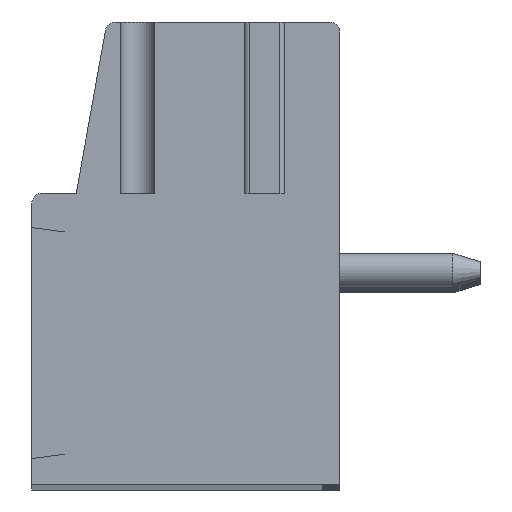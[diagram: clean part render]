
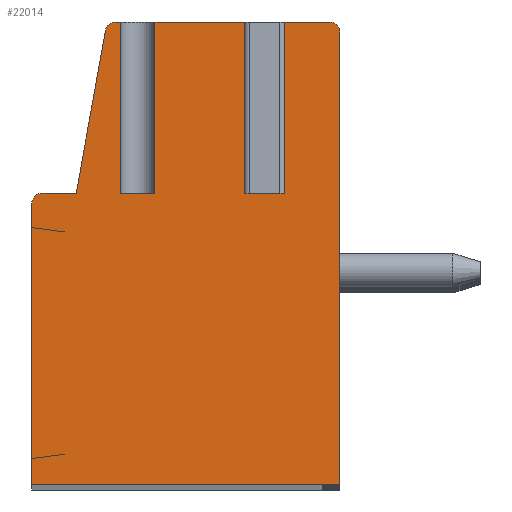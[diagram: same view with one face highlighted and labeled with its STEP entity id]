
A CAD part, top view. The second image highlights one B-rep face of the part: STEP entity #22014.
In plain terms, the highlighted planar face has unit normal (0, 0, 1).
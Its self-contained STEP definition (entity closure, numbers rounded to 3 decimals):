
#52=DIRECTION('',(1.,0.,0.));
#53=VECTOR('',#52,1.);
#54=CARTESIAN_POINT('',(-1.9,3.36,92.5));
#55=LINE('',#54,#53);
#56=DIRECTION('',(0.,1.,0.));
#57=VECTOR('',#56,5.);
#58=CARTESIAN_POINT('',(-0.9,3.36,92.5));
#59=LINE('',#58,#57);
#60=DIRECTION('',(-1.,0.,0.));
#61=VECTOR('',#60,2.8);
#62=CARTESIAN_POINT('',(1.9,8.36,92.5));
#63=LINE('',#62,#61);
#64=DIRECTION('',(0.,1.,0.));
#65=VECTOR('',#64,5.);
#66=CARTESIAN_POINT('',(1.9,3.36,92.5));
#67=LINE('',#66,#65);
#68=DIRECTION('',(1.,0.,0.));
#69=VECTOR('',#68,0.8);
#70=CARTESIAN_POINT('',(1.9,3.36,92.5));
#71=LINE('',#70,#69);
#72=DIRECTION('',(0.,1.,0.));
#73=VECTOR('',#72,5.);
#74=CARTESIAN_POINT('',(2.7,3.36,92.5));
#75=LINE('',#74,#73);
#76=DIRECTION('',(-1.,0.,0.));
#77=VECTOR('',#76,1.5);
#78=CARTESIAN_POINT('',(4.2,8.36,92.5));
#79=LINE('',#78,#77);
#80=CARTESIAN_POINT('',(4.2,8.06,92.5));
#81=DIRECTION('',(0.,0.,1.));
#82=DIRECTION('',(1.,0.,0.));
#83=AXIS2_PLACEMENT_3D('',#80,#81,#82);
#85=DIRECTION('',(0.,1.,0.));
#86=VECTOR('',#85,13.2);
#87=CARTESIAN_POINT('',(4.5,-5.14,92.5));
#88=LINE('',#87,#86);
#89=DIRECTION('',(1.,0.,0.));
#90=VECTOR('',#89,9.);
#91=CARTESIAN_POINT('',(-4.5,-5.14,92.5));
#92=LINE('',#91,#90);
#93=DIRECTION('',(0.,-1.,0.));
#94=VECTOR('',#93,8.2);
#95=CARTESIAN_POINT('',(-4.5,3.06,92.5));
#96=LINE('',#95,#94);
#97=CARTESIAN_POINT('',(-4.2,3.06,92.5));
#98=DIRECTION('',(0.,0.,1.));
#99=DIRECTION('',(0.,1.,0.));
#100=AXIS2_PLACEMENT_3D('',#97,#98,#99);
#102=DIRECTION('',(-1.,0.,0.));
#103=VECTOR('',#102,1.);
#104=CARTESIAN_POINT('',(-3.2,3.36,92.5));
#105=LINE('',#104,#103);
#106=DIRECTION('',(-0.177,-0.984,0.));
#107=VECTOR('',#106,4.829);
#108=CARTESIAN_POINT('',(-2.345,8.113,92.5));
#109=LINE('',#108,#107);
#110=CARTESIAN_POINT('',(-2.05,8.06,92.5));
#111=DIRECTION('',(0.,0.,1.));
#112=DIRECTION('',(0.,1.,0.));
#113=AXIS2_PLACEMENT_3D('',#110,#111,#112);
#115=DIRECTION('',(-1.,0.,0.));
#116=VECTOR('',#115,0.15);
#117=CARTESIAN_POINT('',(-1.9,8.36,92.5));
#118=LINE('',#117,#116);
#119=DIRECTION('',(0.,1.,0.));
#120=VECTOR('',#119,5.);
#121=CARTESIAN_POINT('',(-1.9,3.36,92.5));
#122=LINE('',#121,#120);
#17080=CARTESIAN_POINT('',(4.5,-5.14,92.5));
#17081=CARTESIAN_POINT('',(4.5,8.06,92.5));
#17082=VERTEX_POINT('',#17080);
#17083=VERTEX_POINT('',#17081);
#17084=CARTESIAN_POINT('',(4.2,8.36,92.5));
#17085=VERTEX_POINT('',#17084);
#17086=CARTESIAN_POINT('',(-2.05,8.36,92.5));
#17087=CARTESIAN_POINT('',(-2.345,8.113,92.5));
#17088=VERTEX_POINT('',#17086);
#17089=VERTEX_POINT('',#17087);
#17090=CARTESIAN_POINT('',(-3.2,3.36,92.5));
#17091=VERTEX_POINT('',#17090);
#17092=CARTESIAN_POINT('',(-4.2,3.36,92.5));
#17093=VERTEX_POINT('',#17092);
#17094=CARTESIAN_POINT('',(-4.5,3.06,92.5));
#17095=VERTEX_POINT('',#17094);
#17096=CARTESIAN_POINT('',(-4.5,-5.14,92.5));
#17097=VERTEX_POINT('',#17096);
#17385=CARTESIAN_POINT('',(1.9,3.36,92.5));
#17386=CARTESIAN_POINT('',(2.7,3.36,92.5));
#17387=VERTEX_POINT('',#17385);
#17388=VERTEX_POINT('',#17386);
#17389=CARTESIAN_POINT('',(2.7,8.36,92.5));
#17390=VERTEX_POINT('',#17389);
#17391=CARTESIAN_POINT('',(1.9,8.36,92.5));
#17392=VERTEX_POINT('',#17391);
#17413=CARTESIAN_POINT('',(-1.9,3.36,92.5));
#17414=CARTESIAN_POINT('',(-0.9,3.36,92.5));
#17415=VERTEX_POINT('',#17413);
#17416=VERTEX_POINT('',#17414);
#17417=CARTESIAN_POINT('',(-0.9,8.36,92.5));
#17418=VERTEX_POINT('',#17417);
#17419=CARTESIAN_POINT('',(-1.9,8.36,92.5));
#17420=VERTEX_POINT('',#17419);
#21973=CARTESIAN_POINT('',(0.,0.,92.5));
#21974=DIRECTION('',(0.,0.,1.));
#21975=DIRECTION('',(1.,0.,0.));
#21976=AXIS2_PLACEMENT_3D('',#21973,#21974,#21975);
#21977=PLANE('',#21976);
#21979=ORIENTED_EDGE('',*,*,#21978,.T.);
#21981=ORIENTED_EDGE('',*,*,#21980,.T.);
#21983=ORIENTED_EDGE('',*,*,#21982,.F.);
#21985=ORIENTED_EDGE('',*,*,#21984,.F.);
#21987=ORIENTED_EDGE('',*,*,#21986,.T.);
#21989=ORIENTED_EDGE('',*,*,#21988,.T.);
#21991=ORIENTED_EDGE('',*,*,#21990,.F.);
#21993=ORIENTED_EDGE('',*,*,#21992,.F.);
#21995=ORIENTED_EDGE('',*,*,#21994,.F.);
#21997=ORIENTED_EDGE('',*,*,#21996,.F.);
#21999=ORIENTED_EDGE('',*,*,#21998,.F.);
#22001=ORIENTED_EDGE('',*,*,#22000,.F.);
#22003=ORIENTED_EDGE('',*,*,#22002,.F.);
#22005=ORIENTED_EDGE('',*,*,#22004,.F.);
#22007=ORIENTED_EDGE('',*,*,#22006,.F.);
#22009=ORIENTED_EDGE('',*,*,#22008,.F.);
#22011=ORIENTED_EDGE('',*,*,#22010,.F.);
#22012=EDGE_LOOP('',(#21979,#21981,#21983,#21985,#21987,#21989,#21991,#21993,
#21995,#21997,#21999,#22001,#22003,#22005,#22007,#22009,#22011));
#22013=FACE_OUTER_BOUND('',#22012,.F.);
#84=CIRCLE('',#83,0.3);
#101=CIRCLE('',#100,0.3);
#114=CIRCLE('',#113,0.3);
#21978=EDGE_CURVE('',#17415,#17416,#55,.T.);
#21980=EDGE_CURVE('',#17416,#17418,#59,.T.);
#21982=EDGE_CURVE('',#17392,#17418,#63,.T.);
#21984=EDGE_CURVE('',#17387,#17392,#67,.T.);
#21986=EDGE_CURVE('',#17387,#17388,#71,.T.);
#21988=EDGE_CURVE('',#17388,#17390,#75,.T.);
#21990=EDGE_CURVE('',#17085,#17390,#79,.T.);
#21992=EDGE_CURVE('',#17083,#17085,#84,.T.);
#21994=EDGE_CURVE('',#17082,#17083,#88,.T.);
#21996=EDGE_CURVE('',#17097,#17082,#92,.T.);
#21998=EDGE_CURVE('',#17095,#17097,#96,.T.);
#22000=EDGE_CURVE('',#17093,#17095,#101,.T.);
#22002=EDGE_CURVE('',#17091,#17093,#105,.T.);
#22004=EDGE_CURVE('',#17089,#17091,#109,.T.);
#22006=EDGE_CURVE('',#17088,#17089,#114,.T.);
#22008=EDGE_CURVE('',#17420,#17088,#118,.T.);
#22010=EDGE_CURVE('',#17415,#17420,#122,.T.);
#22014=ADVANCED_FACE('',(#22013),#21977,.T.);
